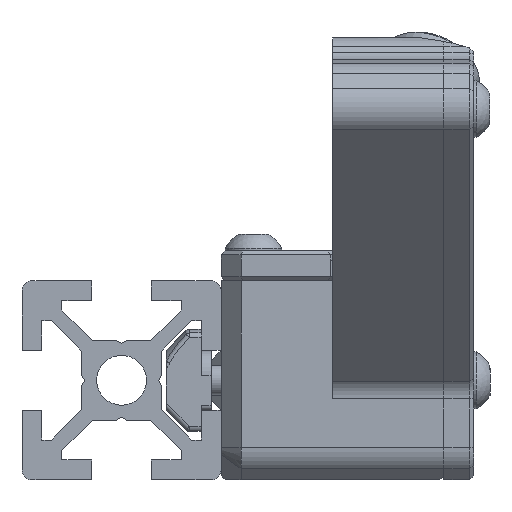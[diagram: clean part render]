
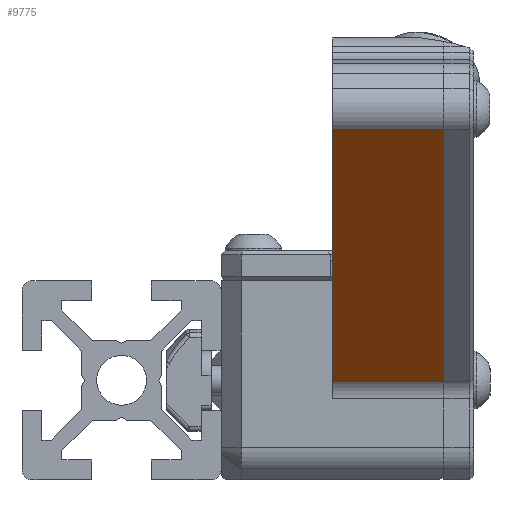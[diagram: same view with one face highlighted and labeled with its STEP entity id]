
A CAD part, left-side view. The second image highlights one B-rep face of the part: STEP entity #9775.
In plain terms, the highlighted planar face has unit normal (-0.707, 0, -0.707).
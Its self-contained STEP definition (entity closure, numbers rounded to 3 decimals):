
#1009=FACE_OUTER_BOUND('',#1603,.T.);
#1603=EDGE_LOOP('',(#6796,#6797,#6798,#6799));
#2297=LINE('',#14289,#3238);
#2328=LINE('',#14374,#3269);
#2335=LINE('',#14393,#3276);
#2336=LINE('',#14394,#3277);
#3238=VECTOR('',#11543,10.);
#3269=VECTOR('',#11620,10.);
#3276=VECTOR('',#11643,10.);
#3277=VECTOR('',#11644,10.);
#4161=VERTEX_POINT('',#14286);
#4162=VERTEX_POINT('',#14288);
#4193=VERTEX_POINT('',#14372);
#4197=VERTEX_POINT('',#14392);
#5135=EDGE_CURVE('',#4162,#4161,#2297,.T.);
#5178=EDGE_CURVE('',#4193,#4161,#2328,.T.);
#5187=EDGE_CURVE('',#4193,#4197,#2335,.T.);
#5188=EDGE_CURVE('',#4162,#4197,#2336,.T.);
#6796=ORIENTED_EDGE('',*,*,#5178,.F.);
#6797=ORIENTED_EDGE('',*,*,#5187,.T.);
#6798=ORIENTED_EDGE('',*,*,#5188,.F.);
#6799=ORIENTED_EDGE('',*,*,#5135,.T.);
#9434=PLANE('',#10480);
#9775=ADVANCED_FACE('',(#1009),#9434,.T.);
#10480=AXIS2_PLACEMENT_3D('',#14391,#11641,#11642);
#11543=DIRECTION('',(-0.707,0.,0.707));
#11620=DIRECTION('',(0.,-1.,0.));
#11641=DIRECTION('center_axis',(-0.707,0.,
-0.707));
#11642=DIRECTION('ref_axis',(-0.707,0.,0.707));
#11643=DIRECTION('',(0.707,0.,-0.707));
#11644=DIRECTION('',(0.,1.,0.));
#14286=CARTESIAN_POINT('',(-31.045,-3.,6.617));
#14288=CARTESIAN_POINT('',(-5.732,-3.,-18.696));
#14289=CARTESIAN_POINT('',(-3.342,-3.,-21.086));
#14372=CARTESIAN_POINT('',(-31.045,8.15,6.617));
#14374=CARTESIAN_POINT('',(-31.045,-1.913,6.617));
#14391=CARTESIAN_POINT('Origin',(-10.414,-0.825,-14.014));
#14392=CARTESIAN_POINT('',(-5.732,8.15,-18.696));
#14393=CARTESIAN_POINT('',(-16.007,8.15,-8.421));
#14394=CARTESIAN_POINT('',(-5.732,6.762,-18.696));
